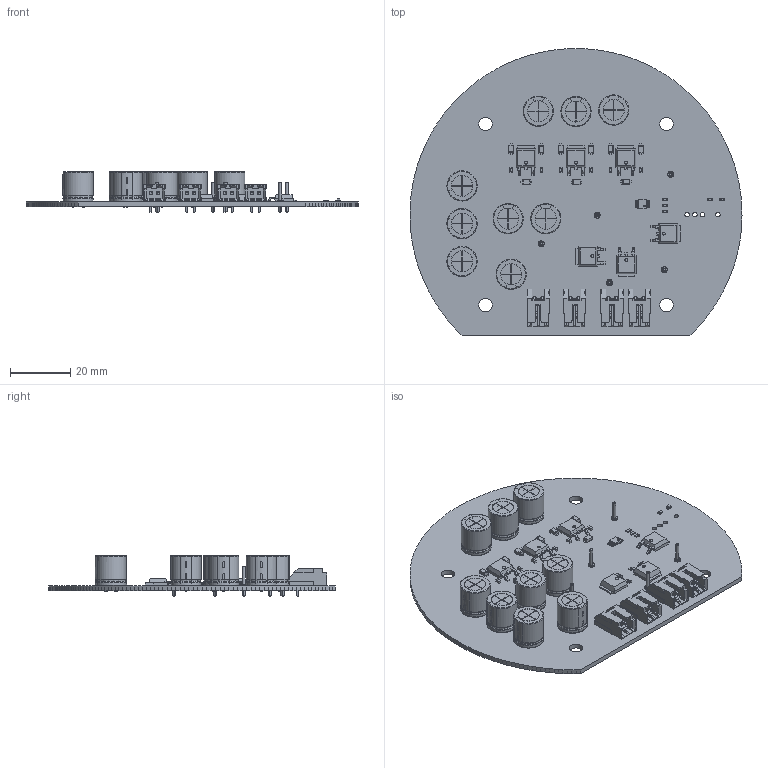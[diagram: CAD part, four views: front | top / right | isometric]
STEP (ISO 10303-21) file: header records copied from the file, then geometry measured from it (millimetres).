
FILE_DESCRIPTION(('KiCad electronic assembly'),'2;1');
FILE_NAME('Transformation.step','2023-05-23T14:08:11',('Pcbnew'),( 'Kicad'),'Open CASCADE STEP processor 7.6','KiCad to STEP converter' ,'Unknown');
FILE_SCHEMA(('AUTOMOTIVE_DESIGN { 1 0 10303 214 1 1 1 1 }'));
Length unit declared in the file: millimetre
Products named in the file (20): Transformation 1; TO-252-2; COMPOUND; LED_0603_1608Metric; SOLID; CP_Radial_D10.0mm_P3.50mm; Pin_D1.0mm_L10.0mm; R_0603_1608Metric; DF1BZ-2P-2.5DS; D_SOD-123F; C_0603_1608Metric; MSOP-10-1EP_3x3mm_P0.5mm_EP1.68x1.88mm; PCB
Assembly tree (55 placements, depth 3):
  Transformation 1
    TO-252-2  x6
      COMPOUND
    LED_0603_1608Metric
      SOLID
    CP_Radial_D10.0mm_P3.50mm  x9
      SOLID
    Pin_D1.0mm_L10.0mm  x5
      SOLID
    R_0603_1608Metric  x4
      SOLID
    DF1BZ-2P-2.5DS  x4
      SOLID
    D_SOD-123F  x9
      SOLID
    C_0603_1608Metric  x6
      SOLID
    MSOP-10-1EP_3x3mm_P0.5mm_EP1.68x1.88mm
      SOLID
    PCB
Bounding box: 110 x 95 x 13.55 mm (x, y, z)
Volume: 22167.6 mm3; surface area: 27131.5 mm2
Topology: 70 solids, 79 shells, 2578 faces, 6561 edges, 4208 vertices
Faces by surface type: plane 1898, cylinder 442, bspline 169, revolution 36, torus 33
Full cylindrical faces by diameter (mm): 0.5 x19, 1 x30, 1.1 x8, 1.5 x8, 2 x5, 4.5 x4
Entity records: 60705 total; most frequent: CARTESIAN_POINT 12717, DIRECTION 8327, LINE 5888, VECTOR 5888, ORIENTED_EDGE 4468, PCURVE 4468, DEFINITIONAL_REPRESENTATION 4468, EDGE_CURVE 2234
